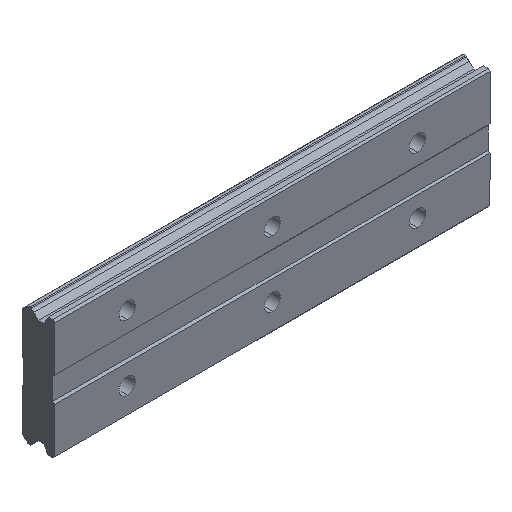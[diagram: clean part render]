
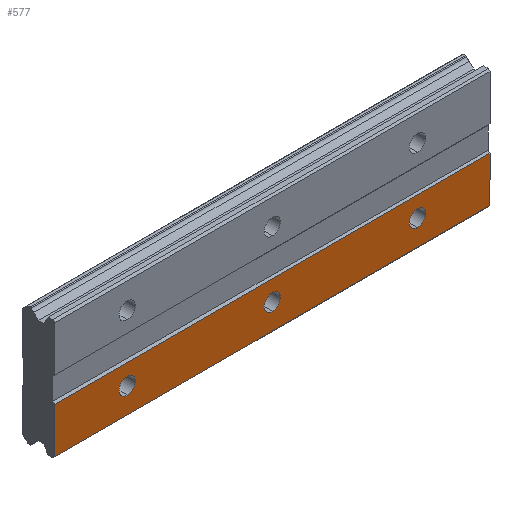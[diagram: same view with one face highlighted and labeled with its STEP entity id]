
A CAD part, isometric view. The second image highlights one B-rep face of the part: STEP entity #577.
In plain terms, the highlighted planar face has unit normal (0, -1, 0).
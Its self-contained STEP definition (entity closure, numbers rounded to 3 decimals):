
#47 = LINE ( 'NONE', #386, #52 ) ;
#50 = VERTEX_POINT ( 'NONE', #908 ) ;
#52 = VECTOR ( 'NONE', #1804, 1000. ) ;
#76 = CARTESIAN_POINT ( 'NONE',  ( 80., 0., -9. ) ) ;
#86 = CARTESIAN_POINT ( 'NONE',  ( 40., 0., -9. ) ) ;
#97 = VERTEX_POINT ( 'NONE', #1382 ) ;
#108 = DIRECTION ( 'NONE',  ( 0., -1., 0. ) ) ;
#134 = VERTEX_POINT ( 'NONE', #1718 ) ;
#190 = CARTESIAN_POINT ( 'NONE',  ( 0., 0., -9. ) ) ;
#207 = DIRECTION ( 'NONE',  ( 0., 0., 1. ) ) ;
#218 = AXIS2_PLACEMENT_3D ( 'NONE', #190, #844, #584 ) ;
#242 = DIRECTION ( 'NONE',  ( 0., 0., 1. ) ) ;
#250 = EDGE_CURVE ( 'NONE', #1990, #97, #1583, .T. ) ;
#255 = CIRCLE ( 'NONE', #1039, 2.25 ) ;
#256 = DIRECTION ( 'NONE',  ( 0., 0., 1. ) ) ;
#273 = ORIENTED_EDGE ( 'NONE', *, *, #1622, .F. ) ;
#281 = AXIS2_PLACEMENT_3D ( 'NONE', #380, #1499, #1816 ) ;
#283 = ORIENTED_EDGE ( 'NONE', *, *, #593, .F. ) ;
#300 = CARTESIAN_POINT ( 'NONE',  ( 80., 0., -6.75 ) ) ;
#301 = EDGE_LOOP ( 'NONE', ( #336, #638, #742, #1720 ) ) ;
#310 = EDGE_CURVE ( 'NONE', #1255, #815, #1889, .T. ) ;
#328 = VERTEX_POINT ( 'NONE', #1020 ) ;
#336 = ORIENTED_EDGE ( 'NONE', *, *, #515, .F. ) ;
#352 = FACE_BOUND ( 'NONE', #1477, .T. ) ;
#374 = VECTOR ( 'NONE', #1328, 1000. ) ;
#380 = CARTESIAN_POINT ( 'NONE',  ( 40., 0., -9. ) ) ;
#386 = CARTESIAN_POINT ( 'NONE',  ( 100., 0., -3.5 ) ) ;
#488 = EDGE_CURVE ( 'NONE', #2068, #134, #255, .T. ) ;
#496 = AXIS2_PLACEMENT_3D ( 'NONE', #76, #108, #1559 ) ;
#515 = EDGE_CURVE ( 'NONE', #97, #1255, #1685, .T. ) ;
#577 = ADVANCED_FACE ( 'NONE', ( #1811, #1181, #352, #817 ), #1651, .F. ) ;
#584 = DIRECTION ( 'NONE',  ( 0., 0., 1. ) ) ;
#593 = EDGE_CURVE ( 'NONE', #50, #328, #1949, .T. ) ;
#609 = EDGE_LOOP ( 'NONE', ( #283, #1707 ) ) ;
#634 = CARTESIAN_POINT ( 'NONE',  ( 100., 0., -3.5 ) ) ;
#638 = ORIENTED_EDGE ( 'NONE', *, *, #250, .F. ) ;
#742 = ORIENTED_EDGE ( 'NONE', *, *, #1687, .F. ) ;
#746 = EDGE_CURVE ( 'NONE', #134, #2068, #930, .T. ) ;
#783 = VECTOR ( 'NONE', #968, 1000. ) ;
#794 = CARTESIAN_POINT ( 'NONE',  ( 80., 0., -9. ) ) ;
#808 = ORIENTED_EDGE ( 'NONE', *, *, #746, .F. ) ;
#815 = VERTEX_POINT ( 'NONE', #969 ) ;
#817 = FACE_BOUND ( 'NONE', #609, .T. ) ;
#833 = AXIS2_PLACEMENT_3D ( 'NONE', #86, #1225, #256 ) ;
#844 = DIRECTION ( 'NONE',  ( 0., -1., 0. ) ) ;
#885 = DIRECTION ( 'NONE',  ( 0., -1., 0. ) ) ;
#908 = CARTESIAN_POINT ( 'NONE',  ( 40., 0., -6.75 ) ) ;
#930 = CIRCLE ( 'NONE', #218, 2.25 ) ;
#944 = ORIENTED_EDGE ( 'NONE', *, *, #1865, .F. ) ;
#953 = DIRECTION ( 'NONE',  ( 0., 0., 1. ) ) ;
#964 = VECTOR ( 'NONE', #1841, 1000. ) ;
#968 = DIRECTION ( 'NONE',  ( 0., 0., -1. ) ) ;
#969 = CARTESIAN_POINT ( 'NONE',  ( -20., 0., -3.5 ) ) ;
#995 = CARTESIAN_POINT ( 'NONE',  ( -20., 0., -16. ) ) ;
#1020 = CARTESIAN_POINT ( 'NONE',  ( 40., 0., -11.25 ) ) ;
#1039 = AXIS2_PLACEMENT_3D ( 'NONE', #1204, #885, #242 ) ;
#1138 = VERTEX_POINT ( 'NONE', #300 ) ;
#1181 = FACE_BOUND ( 'NONE', #1582, .T. ) ;
#1195 = CARTESIAN_POINT ( 'NONE',  ( 100., 0., -16. ) ) ;
#1204 = CARTESIAN_POINT ( 'NONE',  ( 0., 0., -9. ) ) ;
#1209 = CIRCLE ( 'NONE', #281, 2.25 ) ;
#1225 = DIRECTION ( 'NONE',  ( 0., -1., 0. ) ) ;
#1255 = VERTEX_POINT ( 'NONE', #995 ) ;
#1275 = EDGE_CURVE ( 'NONE', #328, #50, #1209, .T. ) ;
#1328 = DIRECTION ( 'NONE',  ( 0., 0., 1. ) ) ;
#1333 = CARTESIAN_POINT ( 'NONE',  ( 100., 0., -3.5 ) ) ;
#1353 = CIRCLE ( 'NONE', #496, 2.25 ) ;
#1382 = CARTESIAN_POINT ( 'NONE',  ( 100., 0., -16. ) ) ;
#1414 = CARTESIAN_POINT ( 'NONE',  ( 80., 0., -11.25 ) ) ;
#1427 = VERTEX_POINT ( 'NONE', #1414 ) ;
#1436 = DIRECTION ( 'NONE',  ( 0., -1., 0. ) ) ;
#1440 = ORIENTED_EDGE ( 'NONE', *, *, #488, .F. ) ;
#1477 = EDGE_LOOP ( 'NONE', ( #273, #944 ) ) ;
#1499 = DIRECTION ( 'NONE',  ( 0., -1., 0. ) ) ;
#1559 = DIRECTION ( 'NONE',  ( 0., 0., 1. ) ) ;
#1582 = EDGE_LOOP ( 'NONE', ( #808, #1440 ) ) ;
#1583 = LINE ( 'NONE', #634, #783 ) ;
#1622 = EDGE_CURVE ( 'NONE', #1138, #1427, #2018, .T. ) ;
#1627 = CARTESIAN_POINT ( 'NONE',  ( 100., 0., -3.5 ) ) ;
#1651 = PLANE ( 'NONE',  #1813 ) ;
#1685 = LINE ( 'NONE', #1195, #964 ) ;
#1687 = EDGE_CURVE ( 'NONE', #815, #1990, #47, .T. ) ;
#1707 = ORIENTED_EDGE ( 'NONE', *, *, #1275, .F. ) ;
#1718 = CARTESIAN_POINT ( 'NONE',  ( 0., 0., -6.75 ) ) ;
#1720 = ORIENTED_EDGE ( 'NONE', *, *, #310, .F. ) ;
#1745 = CARTESIAN_POINT ( 'NONE',  ( 0., 0., -11.25 ) ) ;
#1804 = DIRECTION ( 'NONE',  ( 1., 0., 0. ) ) ;
#1811 = FACE_OUTER_BOUND ( 'NONE', #301, .T. ) ;
#1813 = AXIS2_PLACEMENT_3D ( 'NONE', #1333, #1825, #207 ) ;
#1816 = DIRECTION ( 'NONE',  ( 0., 0., 1. ) ) ;
#1825 = DIRECTION ( 'NONE',  ( 0., 1., 0. ) ) ;
#1832 = CARTESIAN_POINT ( 'NONE',  ( -20., 0., -3.5 ) ) ;
#1841 = DIRECTION ( 'NONE',  ( -1., 0., 0. ) ) ;
#1865 = EDGE_CURVE ( 'NONE', #1427, #1138, #1353, .T. ) ;
#1889 = LINE ( 'NONE', #1832, #374 ) ;
#1949 = CIRCLE ( 'NONE', #833, 2.25 ) ;
#1985 = AXIS2_PLACEMENT_3D ( 'NONE', #794, #1436, #953 ) ;
#1990 = VERTEX_POINT ( 'NONE', #1627 ) ;
#2018 = CIRCLE ( 'NONE', #1985, 2.25 ) ;
#2068 = VERTEX_POINT ( 'NONE', #1745 ) ;
